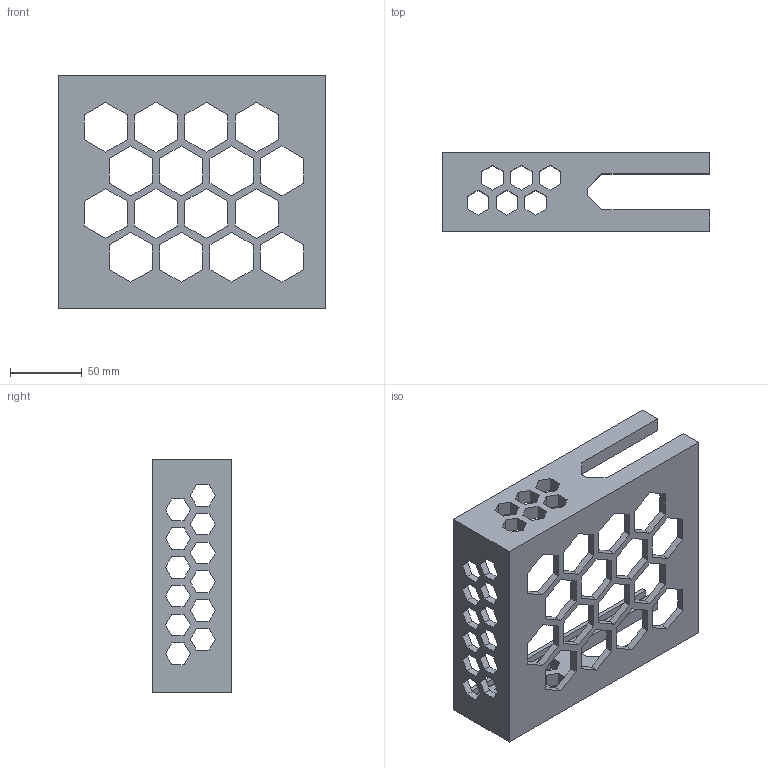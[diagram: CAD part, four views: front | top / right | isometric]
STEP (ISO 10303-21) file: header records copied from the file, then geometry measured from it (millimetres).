
FILE_DESCRIPTION (( 'STEP AP214' ), '1' );
FILE_NAME ('Protecteur_de_Cartes.STEP', '2019-02-20T22:20:05', ( '' ), ( '' ), 'SwSTEP 2.0', 'SolidWorks 2018', '' );
FILE_SCHEMA (( 'AUTOMOTIVE_DESIGN' ));
Length unit declared in the file: millimetre
Products named in the file (1): Protecteur_de_Cartes
Bounding box: 186 x 55 x 162 mm (x, y, z)
Volume: 224861.5 mm3; surface area: 98482.5 mm2
Topology: 1 solids, 1 shells, 279 faces, 825 edges, 548 vertices
Faces by surface type: plane 279
Entity records: 9305 total; most frequent: CARTESIAN_POINT 1653, ORIENTED_EDGE 1650, DIRECTION 1385, LINE 825, VECTOR 825, EDGE_CURVE 825, VERTEX_POINT 548, EDGE_LOOP 359
